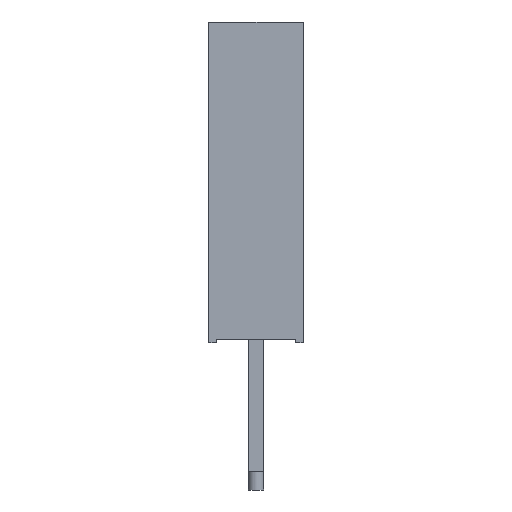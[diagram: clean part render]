
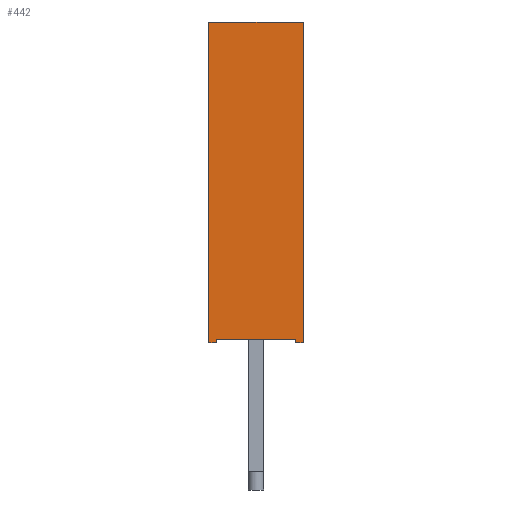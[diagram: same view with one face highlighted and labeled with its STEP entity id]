
A CAD part, left-side view. The second image highlights one B-rep face of the part: STEP entity #442.
In plain terms, the highlighted planar face has unit normal (-1, 0, 0).
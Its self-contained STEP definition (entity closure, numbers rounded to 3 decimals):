
#442=ADVANCED_FACE('',(#667),#669,.T.);
#667=FACE_BOUND('',#668,.T.);
#668=EDGE_LOOP('',(#833,#834,#835,#836,#837,#838,#839,#840));
#669=PLANE('',#670);
#670=AXIS2_PLACEMENT_3D('',#671,#672,#673);
#671=CARTESIAN_POINT('',(0.,2.5,0.));
#672=DIRECTION('',(-1.,0.,0.));
#673=DIRECTION('',(0.,-1.,0.));
#833=ORIENTED_EDGE('',*,*,#936,.T.);
#834=ORIENTED_EDGE('',*,*,#925,.T.);
#835=ORIENTED_EDGE('',*,*,#935,.T.);
#836=ORIENTED_EDGE('',*,*,#937,.T.);
#837=ORIENTED_EDGE('',*,*,#938,.T.);
#838=ORIENTED_EDGE('',*,*,#939,.F.);
#839=ORIENTED_EDGE('',*,*,#940,.F.);
#840=ORIENTED_EDGE('',*,*,#941,.T.);
#925=EDGE_CURVE('',#1002,#1000,#1003,.T.);
#935=EDGE_CURVE('',#1000,#1018,#1020,.F.);
#936=EDGE_CURVE('',#1021,#1002,#1022,.F.);
#937=EDGE_CURVE('',#1018,#1023,#1024,.T.);
#938=EDGE_CURVE('',#1023,#1025,#1026,.T.);
#939=EDGE_CURVE('',#1027,#1025,#1028,.T.);
#940=EDGE_CURVE('',#1029,#1027,#1030,.T.);
#941=EDGE_CURVE('',#1029,#1021,#1031,.T.);
#1000=VERTEX_POINT('',#1144);
#1002=VERTEX_POINT('',#1148);
#1003=LINE('',#1149,#1150);
#1018=VERTEX_POINT('',#1182);
#1020=LINE('',#1186,#1187);
#1021=VERTEX_POINT('',#1189);
#1022=LINE('',#1190,#1191);
#1023=VERTEX_POINT('',#1193);
#1024=LINE('',#1194,#1195);
#1025=VERTEX_POINT('',#1197);
#1026=LINE('',#1198,#1199);
#1027=VERTEX_POINT('',#1201);
#1028=LINE('',#1202,#1203);
#1029=VERTEX_POINT('',#1205);
#1030=LINE('',#1206,#1207);
#1031=LINE('',#1209,#1210);
#1144=CARTESIAN_POINT('',(0.,0.2,0.1));
#1148=CARTESIAN_POINT('',(0.,2.3,0.1));
#1149=CARTESIAN_POINT('',(0.,2.3,0.1));
#1150=VECTOR('',#1151,1.);
#1151=DIRECTION('',(0.,-1.,0.));
#1182=CARTESIAN_POINT('',(0.,0.2,0.));
#1186=CARTESIAN_POINT('',(0.,0.2,0.));
#1187=VECTOR('',#1188,1.);
#1188=DIRECTION('',(0.,0.,1.));
#1189=CARTESIAN_POINT('',(0.,2.3,0.));
#1190=CARTESIAN_POINT('',(0.,2.3,0.1));
#1191=VECTOR('',#1192,1.);
#1192=DIRECTION('',(0.,0.,-1.));
#1193=CARTESIAN_POINT('',(0.,0.,0.));
#1194=CARTESIAN_POINT('',(0.,0.2,0.));
#1195=VECTOR('',#1196,1.);
#1196=DIRECTION('',(0.,-1.,0.));
#1197=CARTESIAN_POINT('',(0.,0.,8.5));
#1198=CARTESIAN_POINT('',(0.,0.,0.));
#1199=VECTOR('',#1200,1.);
#1200=DIRECTION('',(0.,0.,1.));
#1201=CARTESIAN_POINT('',(0.,2.5,8.5));
#1202=CARTESIAN_POINT('',(0.,2.5,8.5));
#1203=VECTOR('',#1204,1.);
#1204=DIRECTION('',(0.,-1.,0.));
#1205=CARTESIAN_POINT('',(0.,2.5,0.));
#1206=CARTESIAN_POINT('',(0.,2.5,0.));
#1207=VECTOR('',#1208,1.);
#1208=DIRECTION('',(0.,0.,1.));
#1209=CARTESIAN_POINT('',(0.,2.5,0.));
#1210=VECTOR('',#1211,1.);
#1211=DIRECTION('',(0.,-1.,0.));
